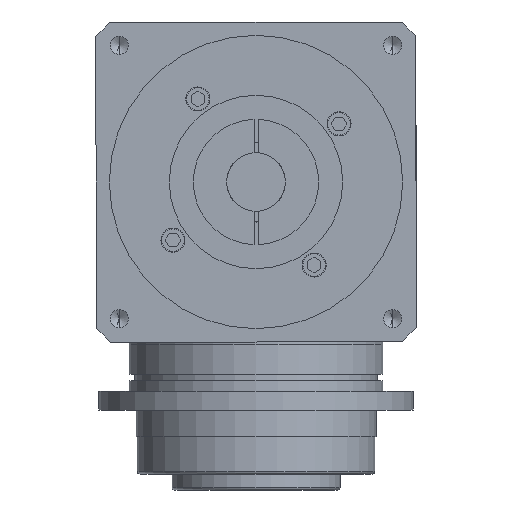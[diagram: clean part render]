
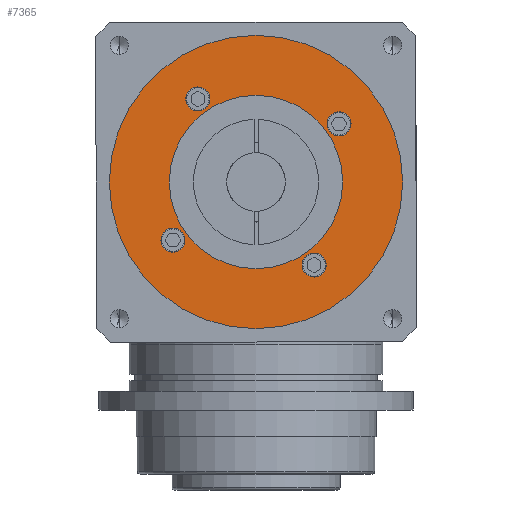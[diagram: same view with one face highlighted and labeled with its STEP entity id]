
A CAD part, front view. The second image highlights one B-rep face of the part: STEP entity #7365.
In plain terms, the highlighted planar face has unit normal (0, -1, 0).
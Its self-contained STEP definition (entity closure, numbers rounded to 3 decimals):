
#61 = DIRECTION ( 'NONE',  ( 0., -1., 0. ) ) ;
#204 = AXIS2_PLACEMENT_3D ( 'NONE', #13766, #7094, #452 ) ;
#416 = ORIENTED_EDGE ( 'NONE', *, *, #10136, .T. ) ;
#452 = DIRECTION ( 'NONE',  ( 0., 0., -1. ) ) ;
#494 = ORIENTED_EDGE ( 'NONE', *, *, #1801, .F. ) ;
#591 = DIRECTION ( 'NONE',  ( 0., -1., 0. ) ) ;
#647 = ORIENTED_EDGE ( 'NONE', *, *, #8077, .F. ) ;
#718 = DIRECTION ( 'NONE',  ( 0., 0., -1. ) ) ;
#938 = ORIENTED_EDGE ( 'NONE', *, *, #3447, .F. ) ;
#1049 = CIRCLE ( 'NONE', #10131, 55. ) ;
#1061 = VERTEX_POINT ( 'NONE', #11468 ) ;
#1240 = CARTESIAN_POINT ( 'NONE',  ( 0., -101., -12. ) ) ;
#1454 = CARTESIAN_POINT ( 'NONE',  ( -21.796, -101., 74.128 ) ) ;
#1720 = CARTESIAN_POINT ( 'NONE',  ( 21.796, -101., 11.872 ) ) ;
#1795 = VERTEX_POINT ( 'NONE', #11305 ) ;
#1801 = EDGE_CURVE ( 'NONE', #9565, #1061, #11779, .T. ) ;
#1812 = DIRECTION ( 'NONE',  ( 0., -1., 0. ) ) ;
#2391 = CARTESIAN_POINT ( 'NONE',  ( 0., -101., 43. ) ) ;
#2461 = DIRECTION ( 'NONE',  ( 0., -1., 0. ) ) ;
#2563 = DIRECTION ( 'NONE',  ( 0., 0., -1. ) ) ;
#2695 = FACE_BOUND ( 'NONE', #8302, .T. ) ;
#2760 = CARTESIAN_POINT ( 'NONE',  ( 0., -101., 43. ) ) ;
#3024 = CARTESIAN_POINT ( 'NONE',  ( 0., -101., 75.5 ) ) ;
#3049 = FACE_BOUND ( 'NONE', #14191, .T. ) ;
#3067 = AXIS2_PLACEMENT_3D ( 'NONE', #12808, #6147, #13924 ) ;
#3119 = ORIENTED_EDGE ( 'NONE', *, *, #6293, .F. ) ;
#3182 = ORIENTED_EDGE ( 'NONE', *, *, #14451, .T. ) ;
#3185 = VERTEX_POINT ( 'NONE', #13457 ) ;
#3201 = CARTESIAN_POINT ( 'NONE',  ( -21.796, -101., 78.628 ) ) ;
#3228 = CIRCLE ( 'NONE', #12075, 4.5 ) ;
#3400 = CIRCLE ( 'NONE', #6999, 4.5 ) ;
#3447 = EDGE_CURVE ( 'NONE', #13574, #4701, #8792, .T. ) ;
#3505 = DIRECTION ( 'NONE',  ( 0., -1., 0. ) ) ;
#3599 = CARTESIAN_POINT ( 'NONE',  ( 21.796, -101., 11.872 ) ) ;
#3685 = CARTESIAN_POINT ( 'NONE',  ( 31.128, -101., 60.296 ) ) ;
#3868 = DIRECTION ( 'NONE',  ( 0., 0., -1. ) ) ;
#4008 = ORIENTED_EDGE ( 'NONE', *, *, #10605, .F. ) ;
#4035 = CARTESIAN_POINT ( 'NONE',  ( -31.128, -101., 21.204 ) ) ;
#4209 = AXIS2_PLACEMENT_3D ( 'NONE', #2391, #3505, #11258 ) ;
#4696 = DIRECTION ( 'NONE',  ( 0., 0., -1. ) ) ;
#4701 = VERTEX_POINT ( 'NONE', #5089 ) ;
#4871 = ORIENTED_EDGE ( 'NONE', *, *, #11048, .F. ) ;
#5089 = CARTESIAN_POINT ( 'NONE',  ( -31.128, -101., 25.704 ) ) ;
#5170 = DIRECTION ( 'NONE',  ( 0., 0., -1. ) ) ;
#5376 = AXIS2_PLACEMENT_3D ( 'NONE', #8455, #1812, #9577 ) ;
#5594 = VERTEX_POINT ( 'NONE', #12111 ) ;
#5629 = AXIS2_PLACEMENT_3D ( 'NONE', #1454, #9216, #2563 ) ;
#5682 = VERTEX_POINT ( 'NONE', #1240 ) ;
#5704 = AXIS2_PLACEMENT_3D ( 'NONE', #6722, #61, #7828 ) ;
#5791 = AXIS2_PLACEMENT_3D ( 'NONE', #14030, #7361, #718 ) ;
#5987 = FACE_BOUND ( 'NONE', #9439, .T. ) ;
#5997 = ORIENTED_EDGE ( 'NONE', *, *, #11175, .F. ) ;
#6147 = DIRECTION ( 'NONE',  ( 0., -1., 0. ) ) ;
#6204 = CIRCLE ( 'NONE', #10144, 4.5 ) ;
#6293 = EDGE_CURVE ( 'NONE', #1061, #9565, #6204, .T. ) ;
#6404 = CARTESIAN_POINT ( 'NONE',  ( 31.128, -101., 64.796 ) ) ;
#6596 = EDGE_LOOP ( 'NONE', ( #3182, #416 ) ) ;
#6672 = CIRCLE ( 'NONE', #3067, 32.5 ) ;
#6722 = CARTESIAN_POINT ( 'NONE',  ( 0., -101., 43. ) ) ;
#6987 = ORIENTED_EDGE ( 'NONE', *, *, #10209, .F. ) ;
#6999 = AXIS2_PLACEMENT_3D ( 'NONE', #4035, #11813, #5170 ) ;
#7077 = EDGE_CURVE ( 'NONE', #4701, #13574, #3400, .T. ) ;
#7094 = DIRECTION ( 'NONE',  ( 0., -1., 0. ) ) ;
#7119 = ORIENTED_EDGE ( 'NONE', *, *, #7077, .F. ) ;
#7178 = CARTESIAN_POINT ( 'NONE',  ( 21.796, -101., 7.372 ) ) ;
#7180 = AXIS2_PLACEMENT_3D ( 'NONE', #9113, #2461, #10206 ) ;
#7361 = DIRECTION ( 'NONE',  ( 0., -1., 0. ) ) ;
#7365 = ADVANCED_FACE ( 'NONE', ( #11536, #3049, #5987, #2695, #14169, #11188 ), #13465, .T. ) ;
#7489 = ORIENTED_EDGE ( 'NONE', *, *, #10963, .F. ) ;
#7521 = DIRECTION ( 'NONE',  ( 0., 0., -1. ) ) ;
#7541 = CARTESIAN_POINT ( 'NONE',  ( -31.128, -101., 16.704 ) ) ;
#7828 = DIRECTION ( 'NONE',  ( 0., 0., -1. ) ) ;
#8077 = EDGE_CURVE ( 'NONE', #10876, #12265, #8609, .T. ) ;
#8203 = VERTEX_POINT ( 'NONE', #3685 ) ;
#8302 = EDGE_LOOP ( 'NONE', ( #6987, #4871 ) ) ;
#8455 = CARTESIAN_POINT ( 'NONE',  ( 0., -101., 43. ) ) ;
#8609 = CIRCLE ( 'NONE', #5629, 4.5 ) ;
#8792 = CIRCLE ( 'NONE', #5791, 4.5 ) ;
#9113 = CARTESIAN_POINT ( 'NONE',  ( 31.128, -101., 64.796 ) ) ;
#9140 = DIRECTION ( 'NONE',  ( 0., 0., -1. ) ) ;
#9216 = DIRECTION ( 'NONE',  ( 0., -1., 0. ) ) ;
#9279 = CIRCLE ( 'NONE', #5704, 32.5 ) ;
#9439 = EDGE_LOOP ( 'NONE', ( #494, #3119 ) ) ;
#9565 = VERTEX_POINT ( 'NONE', #7178 ) ;
#9577 = DIRECTION ( 'NONE',  ( 0., 0., -1. ) ) ;
#10131 = AXIS2_PLACEMENT_3D ( 'NONE', #2760, #10520, #3868 ) ;
#10136 = EDGE_CURVE ( 'NONE', #3185, #5682, #13133, .T. ) ;
#10144 = AXIS2_PLACEMENT_3D ( 'NONE', #3599, #11348, #4696 ) ;
#10206 = DIRECTION ( 'NONE',  ( 0., 0., -1. ) ) ;
#10209 = EDGE_CURVE ( 'NONE', #8203, #1795, #3228, .T. ) ;
#10220 = EDGE_LOOP ( 'NONE', ( #7489, #4008 ) ) ;
#10294 = EDGE_LOOP ( 'NONE', ( #5997, #647 ) ) ;
#10520 = DIRECTION ( 'NONE',  ( 0., -1., 0. ) ) ;
#10605 = EDGE_CURVE ( 'NONE', #11823, #5594, #6672, .T. ) ;
#10876 = VERTEX_POINT ( 'NONE', #3201 ) ;
#10963 = EDGE_CURVE ( 'NONE', #5594, #11823, #9279, .T. ) ;
#11048 = EDGE_CURVE ( 'NONE', #1795, #8203, #13094, .T. ) ;
#11102 = AXIS2_PLACEMENT_3D ( 'NONE', #1720, #591, #9140 ) ;
#11175 = EDGE_CURVE ( 'NONE', #12265, #10876, #11688, .T. ) ;
#11188 = FACE_OUTER_BOUND ( 'NONE', #6596, .T. ) ;
#11258 = DIRECTION ( 'NONE',  ( 0., 0., -1. ) ) ;
#11305 = CARTESIAN_POINT ( 'NONE',  ( 31.128, -101., 69.296 ) ) ;
#11348 = DIRECTION ( 'NONE',  ( 0., -1., 0. ) ) ;
#11468 = CARTESIAN_POINT ( 'NONE',  ( 21.796, -101., 16.372 ) ) ;
#11536 = FACE_BOUND ( 'NONE', #10294, .T. ) ;
#11688 = CIRCLE ( 'NONE', #204, 4.5 ) ;
#11779 = CIRCLE ( 'NONE', #11102, 4.5 ) ;
#11813 = DIRECTION ( 'NONE',  ( 0., -1., 0. ) ) ;
#11823 = VERTEX_POINT ( 'NONE', #3024 ) ;
#12075 = AXIS2_PLACEMENT_3D ( 'NONE', #6404, #14187, #7521 ) ;
#12111 = CARTESIAN_POINT ( 'NONE',  ( 0., -101., 10.5 ) ) ;
#12265 = VERTEX_POINT ( 'NONE', #12951 ) ;
#12808 = CARTESIAN_POINT ( 'NONE',  ( 0., -101., 43. ) ) ;
#12951 = CARTESIAN_POINT ( 'NONE',  ( -21.796, -101., 69.628 ) ) ;
#13094 = CIRCLE ( 'NONE', #7180, 4.5 ) ;
#13133 = CIRCLE ( 'NONE', #5376, 55. ) ;
#13457 = CARTESIAN_POINT ( 'NONE',  ( 0., -101., 98. ) ) ;
#13465 = PLANE ( 'NONE',  #4209 ) ;
#13574 = VERTEX_POINT ( 'NONE', #7541 ) ;
#13766 = CARTESIAN_POINT ( 'NONE',  ( -21.796, -101., 74.128 ) ) ;
#13924 = DIRECTION ( 'NONE',  ( 0., 0., -1. ) ) ;
#14030 = CARTESIAN_POINT ( 'NONE',  ( -31.128, -101., 21.204 ) ) ;
#14169 = FACE_BOUND ( 'NONE', #10220, .T. ) ;
#14187 = DIRECTION ( 'NONE',  ( 0., -1., 0. ) ) ;
#14191 = EDGE_LOOP ( 'NONE', ( #938, #7119 ) ) ;
#14451 = EDGE_CURVE ( 'NONE', #5682, #3185, #1049, .T. ) ;
